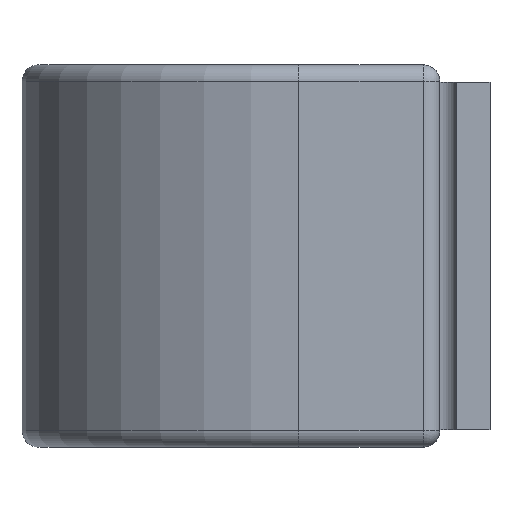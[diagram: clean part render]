
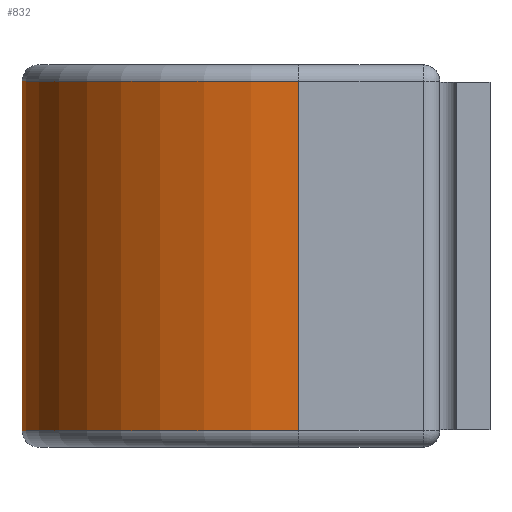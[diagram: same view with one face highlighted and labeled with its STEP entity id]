
A CAD part, left-side view. The second image highlights one B-rep face of the part: STEP entity #832.
In plain terms, the highlighted cylindrical face has radius 12.636 mm (diameter 25.273 mm), a partial arc.
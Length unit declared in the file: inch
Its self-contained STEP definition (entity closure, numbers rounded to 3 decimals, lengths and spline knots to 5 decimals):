
#10 = VERTEX_POINT ( 'NONE', #1931 ) ;
#18 = LINE ( 'NONE', #1883, #1629 ) ;
#55 = VERTEX_POINT ( 'NONE', #854 ) ;
#106 = CARTESIAN_POINT ( 'NONE',  ( 1.187, 0.34375, 0.3125 ) ) ;
#145 = CARTESIAN_POINT ( 'NONE',  ( 1.187, 0.34375, -0.31375 ) ) ;
#176 = EDGE_CURVE ( 'NONE', #1037, #10, #1012, .T. ) ;
#210 = ORIENTED_EDGE ( 'NONE', *, *, #1877, .T. ) ;
#216 = CYLINDRICAL_SURFACE ( 'NONE', #579, 0.4975 ) ;
#278 = CIRCLE ( 'NONE', #596, 0.4975 ) ;
#294 = CIRCLE ( 'NONE', #1865, 0.4975 ) ;
#301 = DIRECTION ( 'NONE',  ( 1., 0., 0. ) ) ;
#342 = CARTESIAN_POINT ( 'NONE',  ( 1.187, 0.34375, 0.31375 ) ) ;
#492 = DIRECTION ( 'NONE',  ( 1., 0., 0. ) ) ;
#506 = EDGE_CURVE ( 'NONE', #10, #1595, #294, .T. ) ;
#555 = DIRECTION ( 'NONE',  ( 0., 0., 1. ) ) ;
#579 = AXIS2_PLACEMENT_3D ( 'NONE', #106, #555, #1382 ) ;
#596 = AXIS2_PLACEMENT_3D ( 'NONE', #145, #1185, #301 ) ;
#612 = VECTOR ( 'NONE', #1637, 39.37008 ) ;
#812 = ORIENTED_EDGE ( 'NONE', *, *, #1285, .T. ) ;
#832 = ADVANCED_FACE ( 'NONE', ( #1981 ), #216, .T. ) ;
#854 = CARTESIAN_POINT ( 'NONE',  ( 0.6895, 0.34375, -0.31375 ) ) ;
#900 = EDGE_LOOP ( 'NONE', ( #912, #210, #812, #1102 ) ) ;
#912 = ORIENTED_EDGE ( 'NONE', *, *, #176, .F. ) ;
#945 = DIRECTION ( 'NONE',  ( 0., 0., 1. ) ) ;
#1012 = LINE ( 'NONE', #1229, #612 ) ;
#1037 = VERTEX_POINT ( 'NONE', #1132 ) ;
#1102 = ORIENTED_EDGE ( 'NONE', *, *, #506, .F. ) ;
#1132 = CARTESIAN_POINT ( 'NONE',  ( 1.6845, 0.34375, -0.31375 ) ) ;
#1185 = DIRECTION ( 'NONE',  ( 0., 0., 1. ) ) ;
#1229 = CARTESIAN_POINT ( 'NONE',  ( 1.6845, 0.34375, -0.31375 ) ) ;
#1285 = EDGE_CURVE ( 'NONE', #55, #1595, #18, .T. ) ;
#1382 = DIRECTION ( 'NONE',  ( 1., 0., 0. ) ) ;
#1388 = DIRECTION ( 'NONE',  ( 0., 0., 1. ) ) ;
#1389 = CARTESIAN_POINT ( 'NONE',  ( 0.6895, 0.34375, 0.31375 ) ) ;
#1595 = VERTEX_POINT ( 'NONE', #1389 ) ;
#1629 = VECTOR ( 'NONE', #945, 39.37008 ) ;
#1637 = DIRECTION ( 'NONE',  ( 0., 0., 1. ) ) ;
#1865 = AXIS2_PLACEMENT_3D ( 'NONE', #342, #1388, #492 ) ;
#1877 = EDGE_CURVE ( 'NONE', #1037, #55, #278, .T. ) ;
#1883 = CARTESIAN_POINT ( 'NONE',  ( 0.6895, 0.34375, -0.31375 ) ) ;
#1931 = CARTESIAN_POINT ( 'NONE',  ( 1.6845, 0.34375, 0.31375 ) ) ;
#1981 = FACE_OUTER_BOUND ( 'NONE', #900, .T. ) ;
